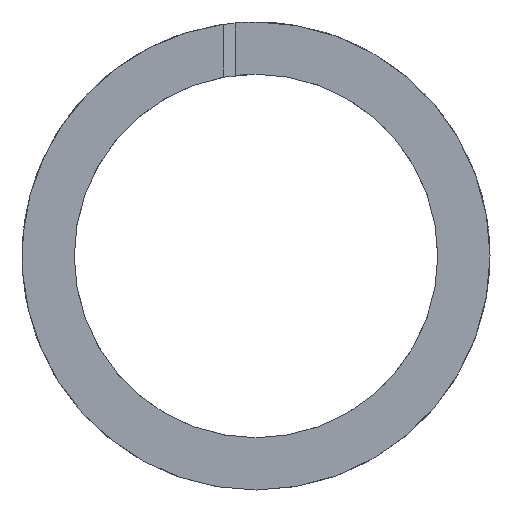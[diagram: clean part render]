
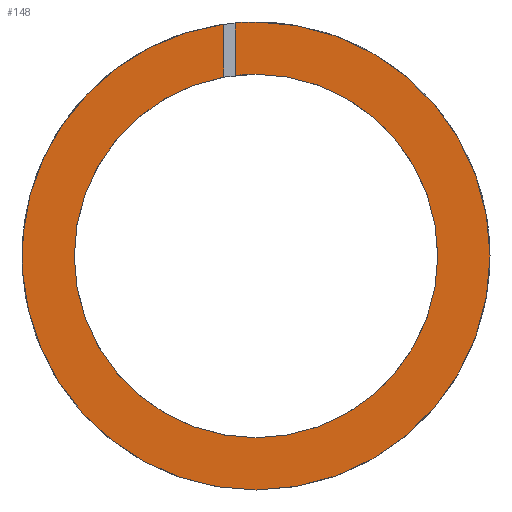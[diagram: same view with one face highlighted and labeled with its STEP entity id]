
A CAD part, front view. The second image highlights one B-rep face of the part: STEP entity #148.
In plain terms, the highlighted planar face has unit normal (0, -1, 0).
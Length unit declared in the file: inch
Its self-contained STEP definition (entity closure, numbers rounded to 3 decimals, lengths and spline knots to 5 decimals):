
#4 = ORIENTED_EDGE ( 'NONE', *, *, #168, .F. ) ;
#5 = LINE ( 'NONE', #41, #323 ) ;
#7 = ORIENTED_EDGE ( 'NONE', *, *, #392, .T. ) ;
#8 = CARTESIAN_POINT ( 'NONE',  ( 0., -0.0245, 0. ) ) ;
#13 = CARTESIAN_POINT ( 'NONE',  ( 0., -0.0245, -0.533 ) ) ;
#18 = AXIS2_PLACEMENT_3D ( 'NONE', #342, #290, #35 ) ;
#19 = EDGE_CURVE ( 'NONE', #214, #315, #217, .T. ) ;
#32 = AXIS2_PLACEMENT_3D ( 'NONE', #166, #77, #393 ) ;
#35 = DIRECTION ( 'NONE',  ( 0., 0., 1. ) ) ;
#41 = CARTESIAN_POINT ( 'NONE',  ( -0.07372, -0.0245, 0. ) ) ;
#53 = ORIENTED_EDGE ( 'NONE', *, *, #113, .T. ) ;
#56 = EDGE_LOOP ( 'NONE', ( #324, #191, #141, #4, #206, #88, #53, #7 ) ) ;
#75 = CARTESIAN_POINT ( 'NONE',  ( 0., -0.0245, 0. ) ) ;
#77 = DIRECTION ( 'NONE',  ( 0., 1., 0. ) ) ;
#85 = FACE_OUTER_BOUND ( 'NONE', #56, .T. ) ;
#88 = ORIENTED_EDGE ( 'NONE', *, *, #19, .T. ) ;
#113 = EDGE_CURVE ( 'NONE', #315, #248, #367, .T. ) ;
#124 = VERTEX_POINT ( 'NONE', #142 ) ;
#133 = DIRECTION ( 'NONE',  ( 0., 0., 1. ) ) ;
#135 = DIRECTION ( 'NONE',  ( 0., 0., 1. ) ) ;
#141 = ORIENTED_EDGE ( 'NONE', *, *, #378, .F. ) ;
#142 = CARTESIAN_POINT ( 'NONE',  ( -0.04756, -0.0245, 0.53087 ) ) ;
#144 = VERTEX_POINT ( 'NONE', #271 ) ;
#147 = CARTESIAN_POINT ( 'NONE',  ( 0., -0.0245, -0.414 ) ) ;
#148 = ADVANCED_FACE ( 'NONE', ( #85 ), #357, .F. ) ;
#155 = VERTEX_POINT ( 'NONE', #13 ) ;
#158 = CARTESIAN_POINT ( 'NONE',  ( 0., -0.0245, 0. ) ) ;
#163 = CARTESIAN_POINT ( 'NONE',  ( -0.04756, -0.0245, 0. ) ) ;
#166 = CARTESIAN_POINT ( 'NONE',  ( 0., -0.0245, 0. ) ) ;
#167 = DIRECTION ( 'NONE',  ( 0., 1., 0. ) ) ;
#168 = EDGE_CURVE ( 'NONE', #124, #260, #181, .T. ) ;
#169 = DIRECTION ( 'NONE',  ( 0., 1., 0. ) ) ;
#175 = DIRECTION ( 'NONE',  ( 0., 1., 0. ) ) ;
#178 = DIRECTION ( 'NONE',  ( 0., 0., 1. ) ) ;
#181 = CIRCLE ( 'NONE', #340, 0.533 ) ;
#191 = ORIENTED_EDGE ( 'NONE', *, *, #234, .F. ) ;
#201 = AXIS2_PLACEMENT_3D ( 'NONE', #8, #322, #133 ) ;
#206 = ORIENTED_EDGE ( 'NONE', *, *, #401, .F. ) ;
#207 = DIRECTION ( 'NONE',  ( 0., 0., 1. ) ) ;
#213 = CIRCLE ( 'NONE', #201, 0.414 ) ;
#214 = VERTEX_POINT ( 'NONE', #309 ) ;
#217 = CIRCLE ( 'NONE', #18, 0.414 ) ;
#224 = DIRECTION ( 'NONE',  ( 0., 0., -1. ) ) ;
#234 = EDGE_CURVE ( 'NONE', #155, #144, #235, .T. ) ;
#235 = CIRCLE ( 'NONE', #263, 0.533 ) ;
#237 = DIRECTION ( 'NONE',  ( 0., 0., 1. ) ) ;
#248 = VERTEX_POINT ( 'NONE', #147 ) ;
#254 = VECTOR ( 'NONE', #135, 39.37008 ) ;
#260 = VERTEX_POINT ( 'NONE', #307 ) ;
#261 = AXIS2_PLACEMENT_3D ( 'NONE', #296, #396, #237 ) ;
#263 = AXIS2_PLACEMENT_3D ( 'NONE', #282, #175, #178 ) ;
#271 = CARTESIAN_POINT ( 'NONE',  ( -0.07372, -0.0245, 0.52788 ) ) ;
#279 = VERTEX_POINT ( 'NONE', #341 ) ;
#282 = CARTESIAN_POINT ( 'NONE',  ( 0., -0.0245, 0. ) ) ;
#283 = AXIS2_PLACEMENT_3D ( 'NONE', #158, #167, #325 ) ;
#290 = DIRECTION ( 'NONE',  ( 0., 1., 0. ) ) ;
#296 = CARTESIAN_POINT ( 'NONE',  ( 0., -0.0245, 0. ) ) ;
#307 = CARTESIAN_POINT ( 'NONE',  ( 0., -0.0245, 0.533 ) ) ;
#309 = CARTESIAN_POINT ( 'NONE',  ( -0.04756, -0.0245, 0.41126 ) ) ;
#315 = VERTEX_POINT ( 'NONE', #400 ) ;
#322 = DIRECTION ( 'NONE',  ( 0., 1., 0. ) ) ;
#323 = VECTOR ( 'NONE', #224, 39.37008 ) ;
#324 = ORIENTED_EDGE ( 'NONE', *, *, #389, .F. ) ;
#325 = DIRECTION ( 'NONE',  ( 0., 0., 1. ) ) ;
#340 = AXIS2_PLACEMENT_3D ( 'NONE', #75, #169, #207 ) ;
#341 = CARTESIAN_POINT ( 'NONE',  ( -0.07372, -0.0245, 0.40738 ) ) ;
#342 = CARTESIAN_POINT ( 'NONE',  ( 0., -0.0245, 0. ) ) ;
#357 = PLANE ( 'NONE',  #261 ) ;
#367 = CIRCLE ( 'NONE', #32, 0.414 ) ;
#378 = EDGE_CURVE ( 'NONE', #260, #155, #390, .T. ) ;
#380 = LINE ( 'NONE', #163, #254 ) ;
#389 = EDGE_CURVE ( 'NONE', #144, #279, #5, .T. ) ;
#390 = CIRCLE ( 'NONE', #283, 0.533 ) ;
#392 = EDGE_CURVE ( 'NONE', #248, #279, #213, .T. ) ;
#393 = DIRECTION ( 'NONE',  ( 0., 0., 1. ) ) ;
#396 = DIRECTION ( 'NONE',  ( 0., 1., 0. ) ) ;
#400 = CARTESIAN_POINT ( 'NONE',  ( 0., -0.0245, 0.414 ) ) ;
#401 = EDGE_CURVE ( 'NONE', #214, #124, #380, .T. ) ;
